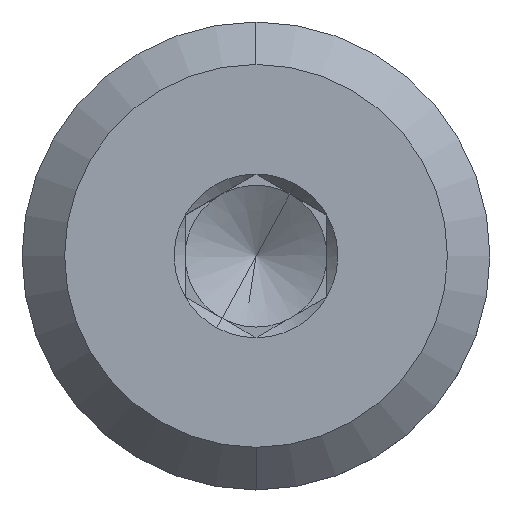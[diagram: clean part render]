
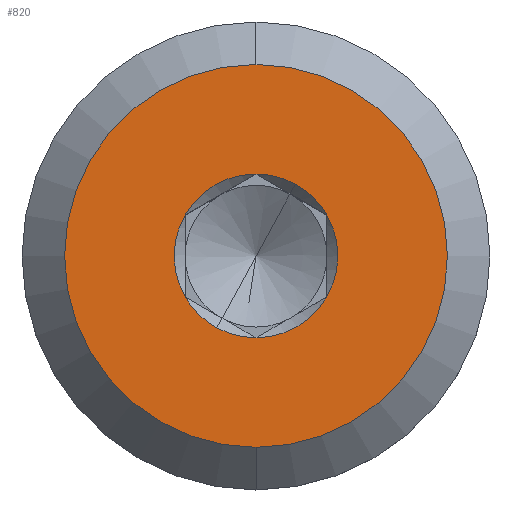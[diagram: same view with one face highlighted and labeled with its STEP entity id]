
A CAD part, top view. The second image highlights one B-rep face of the part: STEP entity #820.
In plain terms, the highlighted planar face has unit normal (0, 0, 1).
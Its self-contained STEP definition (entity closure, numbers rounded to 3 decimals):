
#648=AXIS2_PLACEMENT_3D('Circle Axis2P3D',#646,#647,$) ;
#658=AXIS2_PLACEMENT_3D('Circle Axis2P3D',#656,#657,$) ;
#668=AXIS2_PLACEMENT_3D('Circle Axis2P3D',#666,#667,$) ;
#678=AXIS2_PLACEMENT_3D('Circle Axis2P3D',#676,#677,$) ;
#688=AXIS2_PLACEMENT_3D('Circle Axis2P3D',#686,#687,$) ;
#706=AXIS2_PLACEMENT_3D('Circle Axis2P3D',#704,#705,$) ;
#724=AXIS2_PLACEMENT_3D('Circle Axis2P3D',#722,#723,$) ;
#735=AXIS2_PLACEMENT_3D('Circle Axis2P3D',#733,#734,$) ;
#790=AXIS2_PLACEMENT_3D('Plane Axis2P3D',#787,#788,#789) ;
#794=AXIS2_PLACEMENT_3D('Circle Axis2P3D',#792,#793,$) ;
#803=AXIS2_PLACEMENT_3D('Circle Axis2P3D',#801,#802,$) ;
#394=CARTESIAN_POINT('Vertex',(11.5,13.613,21.5)) ;
#401=CARTESIAN_POINT('Vertex',(11.5,19.387,21.5)) ;
#441=CARTESIAN_POINT('Vertex',(16.5,10.726,21.5)) ;
#489=CARTESIAN_POINT('Vertex',(21.5,13.613,21.5)) ;
#529=CARTESIAN_POINT('Vertex',(21.5,19.387,21.5)) ;
#569=CARTESIAN_POINT('Vertex',(16.5,22.274,21.5)) ;
#646=CARTESIAN_POINT('Axis2P3D Location',(16.5,16.5,21.5)) ;
#656=CARTESIAN_POINT('Axis2P3D Location',(16.5,16.5,21.5)) ;
#666=CARTESIAN_POINT('Axis2P3D Location',(16.5,16.5,21.5)) ;
#676=CARTESIAN_POINT('Axis2P3D Location',(16.5,16.5,21.5)) ;
#686=CARTESIAN_POINT('Axis2P3D Location',(16.5,16.5,21.5)) ;
#690=CARTESIAN_POINT('Vertex',(13.732,11.433,21.5)) ;
#704=CARTESIAN_POINT('Axis2P3D Location',(16.5,16.5,21.5)) ;
#719=CARTESIAN_POINT('Vertex',(19.268,21.567,21.5)) ;
#722=CARTESIAN_POINT('Axis2P3D Location',(16.5,16.5,21.5)) ;
#733=CARTESIAN_POINT('Axis2P3D Location',(16.5,16.5,21.5)) ;
#787=CARTESIAN_POINT('Axis2P3D Location',(16.5,16.5,21.5)) ;
#792=CARTESIAN_POINT('Axis2P3D Location',(16.5,16.5,21.5)) ;
#796=CARTESIAN_POINT('Vertex',(16.5,3.,21.5)) ;
#798=CARTESIAN_POINT('Vertex',(16.5,30.,21.5)) ;
#801=CARTESIAN_POINT('Axis2P3D Location',(16.5,16.5,21.5)) ;
#647=DIRECTION('Axis2P3D Direction',(0.,0.,1.)) ;
#657=DIRECTION('Axis2P3D Direction',(0.,0.,1.)) ;
#667=DIRECTION('Axis2P3D Direction',(0.,0.,1.)) ;
#677=DIRECTION('Axis2P3D Direction',(0.,0.,1.)) ;
#687=DIRECTION('Axis2P3D Direction',(0.,0.,1.)) ;
#705=DIRECTION('Axis2P3D Direction',(0.,0.,1.)) ;
#723=DIRECTION('Axis2P3D Direction',(0.,0.,1.)) ;
#734=DIRECTION('Axis2P3D Direction',(0.,0.,1.)) ;
#788=DIRECTION('Axis2P3D Direction',(0.,0.,-1.)) ;
#789=DIRECTION('Axis2P3D XDirection',(0.,1.,0.)) ;
#793=DIRECTION('Axis2P3D Direction',(0.,0.,-1.)) ;
#802=DIRECTION('Axis2P3D Direction',(0.,0.,-1.)) ;
#807=ORIENTED_EDGE('',*,*,#800,.F.) ;
#808=ORIENTED_EDGE('',*,*,#805,.F.) ;
#811=ORIENTED_EDGE('',*,*,#726,.T.) ;
#812=ORIENTED_EDGE('',*,*,#737,.T.) ;
#813=ORIENTED_EDGE('',*,*,#660,.T.) ;
#814=ORIENTED_EDGE('',*,*,#650,.T.) ;
#815=ORIENTED_EDGE('',*,*,#708,.T.) ;
#816=ORIENTED_EDGE('',*,*,#692,.T.) ;
#817=ORIENTED_EDGE('',*,*,#670,.T.) ;
#818=ORIENTED_EDGE('',*,*,#680,.T.) ;
#819=FACE_BOUND('',#810,.T.) ;
#820=ADVANCED_FACE('Stopper Plug_M25.1\\Koerper.2',(#809,#819),#791,.F.) ;
#649=CIRCLE('generated circle',#648,5.774) ;
#659=CIRCLE('generated circle',#658,5.774) ;
#669=CIRCLE('generated circle',#668,5.774) ;
#679=CIRCLE('generated circle',#678,5.774) ;
#689=CIRCLE('generated circle',#688,5.774) ;
#707=CIRCLE('generated circle',#706,5.774) ;
#725=CIRCLE('generated circle',#724,5.774) ;
#736=CIRCLE('generated circle',#735,5.774) ;
#795=CIRCLE('generated circle',#794,13.5) ;
#804=CIRCLE('generated circle',#803,13.5) ;
#650=EDGE_CURVE('',#490,#442,#649,.F.) ;
#660=EDGE_CURVE('',#530,#490,#659,.F.) ;
#670=EDGE_CURVE('',#395,#402,#669,.F.) ;
#680=EDGE_CURVE('',#402,#570,#679,.F.) ;
#692=EDGE_CURVE('',#691,#395,#689,.F.) ;
#708=EDGE_CURVE('',#442,#691,#707,.F.) ;
#726=EDGE_CURVE('',#570,#720,#725,.F.) ;
#737=EDGE_CURVE('',#720,#530,#736,.F.) ;
#800=EDGE_CURVE('',#797,#799,#795,.T.) ;
#805=EDGE_CURVE('',#799,#797,#804,.T.) ;
#806=EDGE_LOOP('',(#807,#808)) ;
#810=EDGE_LOOP('',(#811,#812,#813,#814,#815,#816,#817,#818)) ;
#809=FACE_OUTER_BOUND('',#806,.T.) ;
#791=PLANE('',#790) ;
#395=VERTEX_POINT('',#394) ;
#402=VERTEX_POINT('',#401) ;
#442=VERTEX_POINT('',#441) ;
#490=VERTEX_POINT('',#489) ;
#530=VERTEX_POINT('',#529) ;
#570=VERTEX_POINT('',#569) ;
#691=VERTEX_POINT('',#690) ;
#720=VERTEX_POINT('',#719) ;
#797=VERTEX_POINT('',#796) ;
#799=VERTEX_POINT('',#798) ;
